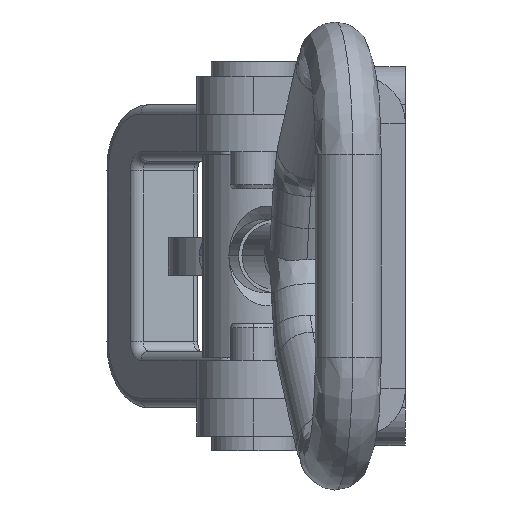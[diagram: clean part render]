
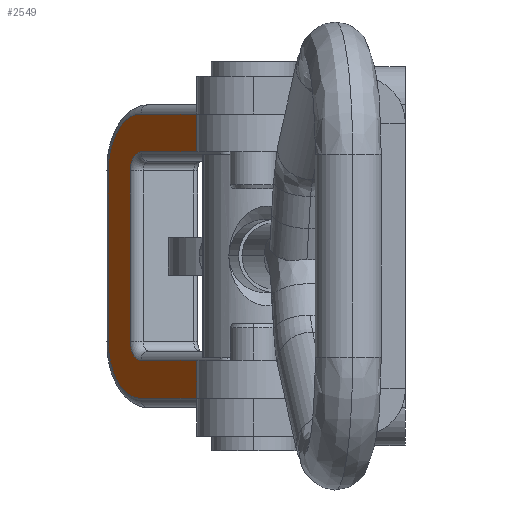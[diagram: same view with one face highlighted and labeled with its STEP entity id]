
A CAD part, left-side view. The second image highlights one B-rep face of the part: STEP entity #2549.
In plain terms, the highlighted face is planar.
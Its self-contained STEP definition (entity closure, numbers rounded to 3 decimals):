
#176 = DIRECTION ( 'NONE',  ( 0., -0.819, -0.574 ) ) ;
#183 = DIRECTION ( 'NONE',  ( 0., -0.574, 0.819 ) ) ;
#206 = DIRECTION ( 'NONE',  ( 0., -0.574, 0.819 ) ) ;
#243 = VECTOR ( 'NONE', #728, 1000. ) ;
#313 = ORIENTED_EDGE ( 'NONE', *, *, #4159, .T. ) ;
#333 = DIRECTION ( 'NONE',  ( 0., -0.574, 0.819 ) ) ;
#375 = VERTEX_POINT ( 'NONE', #1937 ) ;
#424 = CIRCLE ( 'NONE', #3992, 6. ) ;
#427 = DIRECTION ( 'NONE',  ( 0., 0.819, 0.574 ) ) ;
#459 = EDGE_CURVE ( 'NONE', #4012, #6480, #1536, .T. ) ;
#478 = CARTESIAN_POINT ( 'NONE',  ( 0., 17.902, -84.491 ) ) ;
#600 = VECTOR ( 'NONE', #2256, 1000. ) ;
#604 = DIRECTION ( 'NONE',  ( 0., -0.574, 0.819 ) ) ;
#632 = CARTESIAN_POINT ( 'NONE',  ( 2., 17.902, -84.491 ) ) ;
#728 = DIRECTION ( 'NONE',  ( 0., 0.574, -0.819 ) ) ;
#742 = CARTESIAN_POINT ( 'NONE',  ( 22., 17.902, -84.491 ) ) ;
#799 = LINE ( 'NONE', #742, #4995 ) ;
#856 = VERTEX_POINT ( 'NONE', #3481 ) ;
#963 = CARTESIAN_POINT ( 'NONE',  ( 2., 9.549, -72.561 ) ) ;
#1016 = CARTESIAN_POINT ( 'NONE',  ( 26., 17.902, -84.491 ) ) ;
#1092 = AXIS2_PLACEMENT_3D ( 'NONE', #2960, #2968, #2837 ) ;
#1151 = CIRCLE ( 'NONE', #4357, 2. ) ;
#1159 = CARTESIAN_POINT ( 'NONE',  ( 2., 9.549, -72.561 ) ) ;
#1259 = ORIENTED_EDGE ( 'NONE', *, *, #5727, .T. ) ;
#1287 = ORIENTED_EDGE ( 'NONE', *, *, #459, .T. ) ;
#1349 = CARTESIAN_POINT ( 'NONE',  ( 0., 9.549, -72.561 ) ) ;
#1411 = CARTESIAN_POINT ( 'NONE',  ( -4., 9.549, -72.561 ) ) ;
#1422 = CARTESIAN_POINT ( 'NONE',  ( 26., 17.902, -84.491 ) ) ;
#1536 = LINE ( 'NONE', #4648, #4916 ) ;
#1591 = CARTESIAN_POINT ( 'NONE',  ( 22., 9.549, -72.561 ) ) ;
#1602 = LINE ( 'NONE', #4903, #2913 ) ;
#1629 = VECTOR ( 'NONE', #4236, 1000. ) ;
#1663 = CIRCLE ( 'NONE', #3526, 2. ) ;
#1758 = LINE ( 'NONE', #1016, #243 ) ;
#1937 = CARTESIAN_POINT ( 'NONE',  ( 2., 19.049, -86.129 ) ) ;
#2092 = CARTESIAN_POINT ( 'NONE',  ( -4., 17.902, -84.491 ) ) ;
#2231 = VERTEX_POINT ( 'NONE', #1422 ) ;
#2256 = DIRECTION ( 'NONE',  ( 1., 0., 0. ) ) ;
#2303 = CARTESIAN_POINT ( 'NONE',  ( 20., 19.049, -86.129 ) ) ;
#2321 = CARTESIAN_POINT ( 'NONE',  ( 2., 17.902, -84.491 ) ) ;
#2335 = VERTEX_POINT ( 'NONE', #3691 ) ;
#2395 = PLANE ( 'NONE',  #1092 ) ;
#2549 = ADVANCED_FACE ( 'NONE', ( #4459 ), #2395, .T. ) ;
#2614 = ORIENTED_EDGE ( 'NONE', *, *, #5368, .T. ) ;
#2837 = DIRECTION ( 'NONE',  ( 0., -0.574, 0.819 ) ) ;
#2913 = VECTOR ( 'NONE', #5472, 1000. ) ;
#2955 = VERTEX_POINT ( 'NONE', #2092 ) ;
#2960 = CARTESIAN_POINT ( 'NONE',  ( 2., 17.902, -84.491 ) ) ;
#2968 = DIRECTION ( 'NONE',  ( 0., 0.819, 0.574 ) ) ;
#2970 = CIRCLE ( 'NONE', #4949, 6. ) ;
#3090 = DIRECTION ( 'NONE',  ( 1., 0., 0. ) ) ;
#3399 = EDGE_CURVE ( 'NONE', #6480, #375, #1663, .T. ) ;
#3425 = EDGE_CURVE ( 'NONE', #856, #2955, #2970, .T. ) ;
#3462 = ORIENTED_EDGE ( 'NONE', *, *, #4196, .T. ) ;
#3481 = CARTESIAN_POINT ( 'NONE',  ( 2., 21.343, -89.406 ) ) ;
#3526 = AXIS2_PLACEMENT_3D ( 'NONE', #2321, #176, #604 ) ;
#3529 = VERTEX_POINT ( 'NONE', #4243 ) ;
#3553 = DIRECTION ( 'NONE',  ( 0., -0.819, -0.574 ) ) ;
#3566 = LINE ( 'NONE', #1159, #600 ) ;
#3606 = ORIENTED_EDGE ( 'NONE', *, *, #7017, .T. ) ;
#3607 = EDGE_LOOP ( 'NONE', ( #4689, #1259, #4435, #3462, #313, #5734, #6730, #2614, #3606, #1287, #5231, #3937 ) ) ;
#3691 = CARTESIAN_POINT ( 'NONE',  ( 20., 21.343, -89.406 ) ) ;
#3731 = VECTOR ( 'NONE', #3090, 1000. ) ;
#3937 = ORIENTED_EDGE ( 'NONE', *, *, #6762, .T. ) ;
#3992 = AXIS2_PLACEMENT_3D ( 'NONE', #6788, #4962, #5958 ) ;
#4009 = VERTEX_POINT ( 'NONE', #1411 ) ;
#4012 = VERTEX_POINT ( 'NONE', #1349 ) ;
#4159 = EDGE_CURVE ( 'NONE', #2231, #2335, #424, .T. ) ;
#4196 = EDGE_CURVE ( 'NONE', #3529, #2231, #1758, .T. ) ;
#4236 = DIRECTION ( 'NONE',  ( 1., 0., 0. ) ) ;
#4243 = CARTESIAN_POINT ( 'NONE',  ( 26., 9.549, -72.561 ) ) ;
#4357 = AXIS2_PLACEMENT_3D ( 'NONE', #6782, #3553, #206 ) ;
#4415 = EDGE_CURVE ( 'NONE', #2335, #856, #5858, .T. ) ;
#4435 = ORIENTED_EDGE ( 'NONE', *, *, #5267, .T. ) ;
#4459 = FACE_OUTER_BOUND ( 'NONE', #3607, .T. ) ;
#4488 = VERTEX_POINT ( 'NONE', #2303 ) ;
#4556 = DIRECTION ( 'NONE',  ( -1., 0., 0. ) ) ;
#4621 = CARTESIAN_POINT ( 'NONE',  ( 2., 19.049, -86.129 ) ) ;
#4648 = CARTESIAN_POINT ( 'NONE',  ( 0., 17.902, -84.491 ) ) ;
#4689 = ORIENTED_EDGE ( 'NONE', *, *, #5735, .T. ) ;
#4903 = CARTESIAN_POINT ( 'NONE',  ( -4., 17.902, -84.491 ) ) ;
#4908 = CARTESIAN_POINT ( 'NONE',  ( 2., 21.343, -89.406 ) ) ;
#4916 = VECTOR ( 'NONE', #4984, 1000. ) ;
#4949 = AXIS2_PLACEMENT_3D ( 'NONE', #632, #427, #333 ) ;
#4962 = DIRECTION ( 'NONE',  ( 0., 0.819, 0.574 ) ) ;
#4984 = DIRECTION ( 'NONE',  ( 0., 0.574, -0.819 ) ) ;
#4995 = VECTOR ( 'NONE', #183, 1000. ) ;
#5231 = ORIENTED_EDGE ( 'NONE', *, *, #3399, .T. ) ;
#5267 = EDGE_CURVE ( 'NONE', #6906, #3529, #5987, .T. ) ;
#5368 = EDGE_CURVE ( 'NONE', #2955, #4009, #1602, .T. ) ;
#5472 = DIRECTION ( 'NONE',  ( 0., -0.574, 0.819 ) ) ;
#5727 = EDGE_CURVE ( 'NONE', #6829, #6906, #799, .T. ) ;
#5734 = ORIENTED_EDGE ( 'NONE', *, *, #4415, .T. ) ;
#5735 = EDGE_CURVE ( 'NONE', #4488, #6829, #1151, .T. ) ;
#5858 = LINE ( 'NONE', #4908, #6009 ) ;
#5958 = DIRECTION ( 'NONE',  ( 0., -0.574, 0.819 ) ) ;
#5987 = LINE ( 'NONE', #963, #1629 ) ;
#6009 = VECTOR ( 'NONE', #4556, 1000. ) ;
#6395 = CARTESIAN_POINT ( 'NONE',  ( 22., 17.902, -84.491 ) ) ;
#6480 = VERTEX_POINT ( 'NONE', #478 ) ;
#6615 = LINE ( 'NONE', #4621, #3731 ) ;
#6730 = ORIENTED_EDGE ( 'NONE', *, *, #3425, .T. ) ;
#6762 = EDGE_CURVE ( 'NONE', #375, #4488, #6615, .T. ) ;
#6782 = CARTESIAN_POINT ( 'NONE',  ( 20., 17.902, -84.491 ) ) ;
#6788 = CARTESIAN_POINT ( 'NONE',  ( 20., 17.902, -84.491 ) ) ;
#6829 = VERTEX_POINT ( 'NONE', #6395 ) ;
#6906 = VERTEX_POINT ( 'NONE', #1591 ) ;
#7017 = EDGE_CURVE ( 'NONE', #4009, #4012, #3566, .T. ) ;
